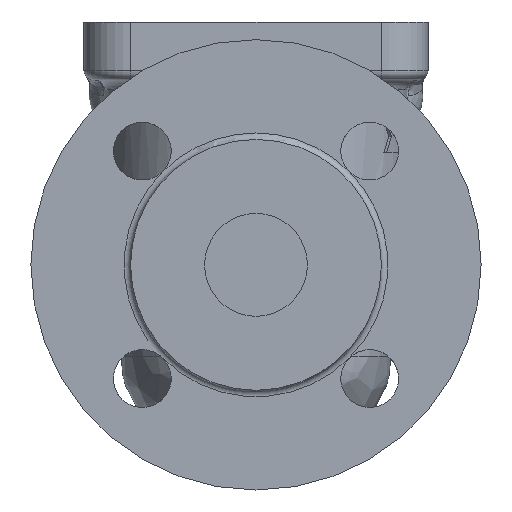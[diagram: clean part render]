
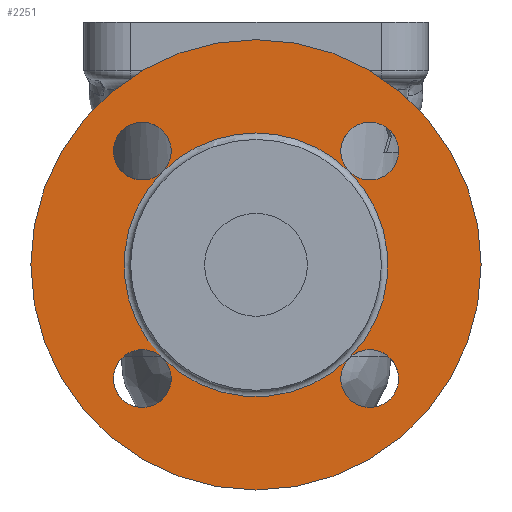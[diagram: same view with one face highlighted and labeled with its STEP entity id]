
A CAD part, left-side view. The second image highlights one B-rep face of the part: STEP entity #2251.
In plain terms, the highlighted planar face has unit normal (-1, 0, 0).
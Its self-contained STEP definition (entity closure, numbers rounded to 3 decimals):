
#398=PLANE('',#2474);
#441=FACE_BOUND('',#741,.T.);
#561=FACE_OUTER_BOUND('',#740,.T.);
#740=EDGE_LOOP('',(#1955));
#741=EDGE_LOOP('',(#1956,#1957,#1958,#1959,#1960,#1961,#1962,#1963));
#888=CIRCLE('',#2444,70.);
#902=CIRCLE('',#2469,9.);
#903=CIRCLE('',#2471,9.);
#904=CIRCLE('',#2473,9.);
#905=CIRCLE('',#2475,41.);
#906=CIRCLE('',#2476,9.);
#907=CIRCLE('',#2477,41.);
#908=CIRCLE('',#2478,41.);
#909=CIRCLE('',#2479,41.);
#1117=VERTEX_POINT('',#6223);
#1127=VERTEX_POINT('',#6258);
#1128=VERTEX_POINT('',#6261);
#1129=VERTEX_POINT('',#6264);
#1130=VERTEX_POINT('',#6267);
#1408=EDGE_CURVE('',#1117,#1117,#888,.T.);
#1422=EDGE_CURVE('',#1127,#1127,#902,.T.);
#1423=EDGE_CURVE('',#1128,#1128,#903,.T.);
#1424=EDGE_CURVE('',#1129,#1129,#904,.T.);
#1425=EDGE_CURVE('',#1130,#1129,#905,.T.);
#1426=EDGE_CURVE('',#1130,#1130,#906,.T.);
#1427=EDGE_CURVE('',#1127,#1130,#907,.T.);
#1428=EDGE_CURVE('',#1128,#1127,#908,.T.);
#1429=EDGE_CURVE('',#1129,#1128,#909,.T.);
#1955=ORIENTED_EDGE('',*,*,#1408,.T.);
#1956=ORIENTED_EDGE('',*,*,#1425,.F.);
#1957=ORIENTED_EDGE('',*,*,#1426,.T.);
#1958=ORIENTED_EDGE('',*,*,#1427,.F.);
#1959=ORIENTED_EDGE('',*,*,#1422,.T.);
#1960=ORIENTED_EDGE('',*,*,#1428,.F.);
#1961=ORIENTED_EDGE('',*,*,#1423,.T.);
#1962=ORIENTED_EDGE('',*,*,#1429,.F.);
#1963=ORIENTED_EDGE('',*,*,#1424,.T.);
#2251=ADVANCED_FACE('',(#561,#441),#398,.T.);
#2444=AXIS2_PLACEMENT_3D('',#6224,#2895,#2896);
#2469=AXIS2_PLACEMENT_3D('',#6259,#2945,#2946);
#2471=AXIS2_PLACEMENT_3D('',#6262,#2949,#2950);
#2473=AXIS2_PLACEMENT_3D('',#6265,#2953,#2954);
#2474=AXIS2_PLACEMENT_3D('',#6266,#2955,#2956);
#2475=AXIS2_PLACEMENT_3D('',#6268,#2957,#2958);
#2476=AXIS2_PLACEMENT_3D('',#6269,#2959,#2960);
#2477=AXIS2_PLACEMENT_3D('',#6270,#2961,#2962);
#2478=AXIS2_PLACEMENT_3D('',#6271,#2963,#2964);
#2479=AXIS2_PLACEMENT_3D('',#6272,#2965,#2966);
#2895=DIRECTION('center_axis',(-1.,0.,0.));
#2896=DIRECTION('ref_axis',(0.,0.,1.));
#2945=DIRECTION('center_axis',(1.,0.,0.));
#2946=DIRECTION('ref_axis',(0.,-1.,0.));
#2949=DIRECTION('center_axis',(1.,0.,0.));
#2950=DIRECTION('ref_axis',(0.,0.,-1.));
#2953=DIRECTION('center_axis',(1.,0.,0.));
#2954=DIRECTION('ref_axis',(0.,1.,0.));
#2955=DIRECTION('center_axis',(-1.,0.,0.));
#2956=DIRECTION('ref_axis',(0.,0.,1.));
#2957=DIRECTION('center_axis',(-1.,0.,0.));
#2958=DIRECTION('ref_axis',(0.,0.,
-1.));
#2959=DIRECTION('center_axis',(1.,0.,0.));
#2960=DIRECTION('ref_axis',(0.,0.,1.));
#2961=DIRECTION('center_axis',(-1.,0.,0.));
#2962=DIRECTION('ref_axis',(0.,0.,
-1.));
#2963=DIRECTION('center_axis',(-1.,0.,0.));
#2964=DIRECTION('ref_axis',(0.,0.,
-1.));
#2965=DIRECTION('center_axis',(-1.,0.,0.));
#2966=DIRECTION('ref_axis',(0.,0.,
-1.));
#6223=CARTESIAN_POINT('',(-88.,0.,-5.5));
#6224=CARTESIAN_POINT('Origin',(-88.,0.,-75.5));
#6258=CARTESIAN_POINT('',(-88.,-28.991,-104.491));
#6259=CARTESIAN_POINT('Origin',(-88.,-35.355,-110.855));
#6261=CARTESIAN_POINT('',(-88.,28.991,-104.491));
#6262=CARTESIAN_POINT('Origin',(-88.,35.355,-110.855));
#6264=CARTESIAN_POINT('',(-88.,28.991,-46.509));
#6265=CARTESIAN_POINT('Origin',(-88.,35.355,-40.145));
#6266=CARTESIAN_POINT('Origin',(-88.,0.,-36.5));
#6267=CARTESIAN_POINT('',(-88.,-28.991,-46.509));
#6268=CARTESIAN_POINT('Origin',(-88.,0.,-75.5));
#6269=CARTESIAN_POINT('Origin',(-88.,-35.355,-40.145));
#6270=CARTESIAN_POINT('Origin',(-88.,0.,-75.5));
#6271=CARTESIAN_POINT('Origin',(-88.,0.,-75.5));
#6272=CARTESIAN_POINT('Origin',(-88.,0.,-75.5));
